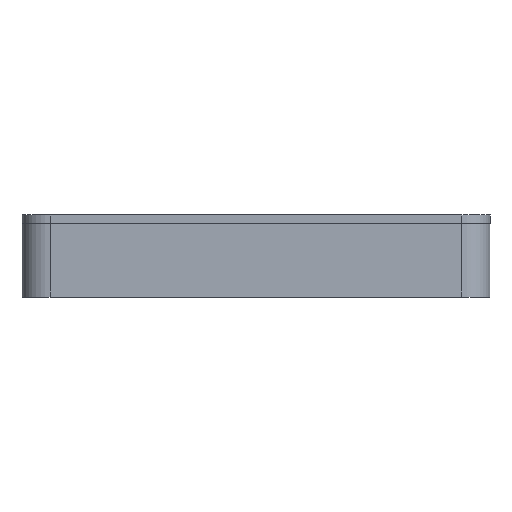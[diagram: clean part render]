
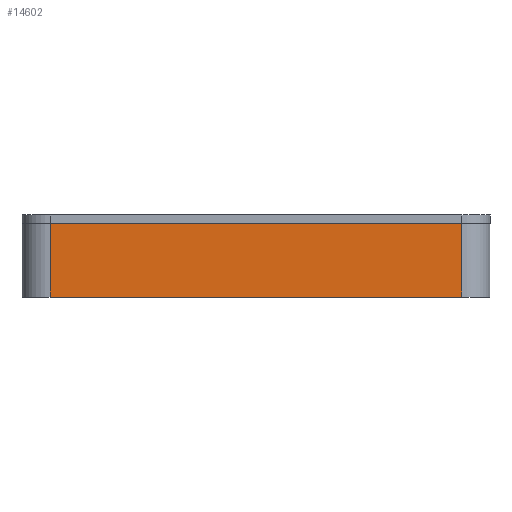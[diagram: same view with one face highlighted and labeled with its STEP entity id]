
A CAD part, front view. The second image highlights one B-rep face of the part: STEP entity #14602.
In plain terms, the highlighted planar face has unit normal (0, -1, 0).
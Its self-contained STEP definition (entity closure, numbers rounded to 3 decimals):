
#975=FACE_OUTER_BOUND('',#1619,.T.);
#1619=EDGE_LOOP('',(#11897,#11898,#11899,#11900));
#2997=LINE('',#22355,#4548);
#3006=LINE('',#22385,#4557);
#3007=LINE('',#22388,#4558);
#3008=LINE('',#22389,#4559);
#4548=VECTOR('',#18171,10.);
#4557=VECTOR('',#18200,10.);
#4558=VECTOR('',#18203,10.);
#4559=VECTOR('',#18204,10.);
#7184=VERTEX_POINT('',#22352);
#7185=VERTEX_POINT('',#22354);
#7196=VERTEX_POINT('',#22383);
#7197=VERTEX_POINT('',#22387);
#9339=EDGE_CURVE('',#7184,#7185,#2997,.T.);
#9355=EDGE_CURVE('',#7196,#7184,#3006,.T.);
#9356=EDGE_CURVE('',#7197,#7196,#3007,.T.);
#9357=EDGE_CURVE('',#7185,#7197,#3008,.T.);
#11897=ORIENTED_EDGE('',*,*,#9355,.F.);
#11898=ORIENTED_EDGE('',*,*,#9356,.F.);
#11899=ORIENTED_EDGE('',*,*,#9357,.F.);
#11900=ORIENTED_EDGE('',*,*,#9339,.F.);
#14214=PLANE('',#15785);
#14602=ADVANCED_FACE('',(#975),#14214,.T.);
#15785=AXIS2_PLACEMENT_3D('',#22386,#18201,#18202);
#18171=DIRECTION('',(1.,0.,0.));
#18200=DIRECTION('',(0.,0.,1.));
#18201=DIRECTION('center_axis',(0.,-1.,0.));
#18202=DIRECTION('ref_axis',(1.,0.,0.));
#18203=DIRECTION('',(-1.,0.,0.));
#18204=DIRECTION('',(0.,0.,-1.));
#22352=CARTESIAN_POINT('',(-4.5,-94.444,13.));
#22354=CARTESIAN_POINT('',(68.413,-94.444,13.));
#22355=CARTESIAN_POINT('',(73.413,-94.444,13.));
#22383=CARTESIAN_POINT('',(-4.5,-94.444,0.));
#22385=CARTESIAN_POINT('',(-4.5,-94.444,0.));
#22386=CARTESIAN_POINT('Origin',(-9.5,-94.444,0.));
#22387=CARTESIAN_POINT('',(68.413,-94.444,0.));
#22388=CARTESIAN_POINT('',(73.413,-94.444,0.));
#22389=CARTESIAN_POINT('',(68.413,-94.444,0.));
